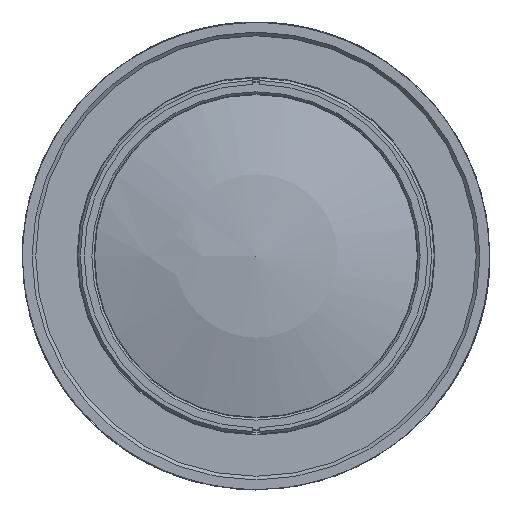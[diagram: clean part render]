
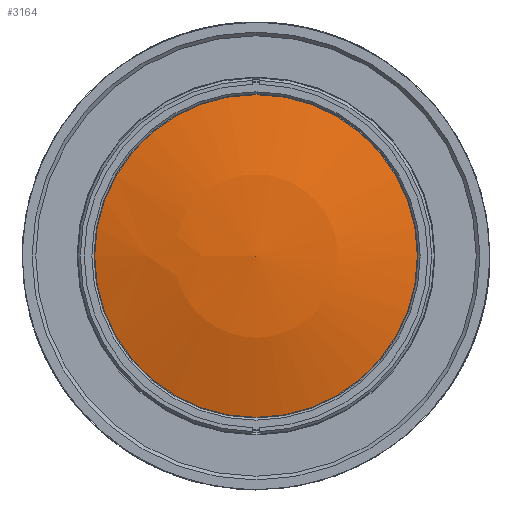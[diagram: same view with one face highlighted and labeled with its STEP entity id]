
A CAD part, left-side view. The second image highlights one B-rep face of the part: STEP entity #3164.
In plain terms, the highlighted spherical face has radius 74.01 mm.
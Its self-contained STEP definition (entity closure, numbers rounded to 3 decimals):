
#130=SPHERICAL_SURFACE('',#13033,74.01);
#171=VERTEX_LOOP('',#9295);
#3164=ADVANCED_FACE('',(#3847,#3848),#130,.T.);
#3847=FACE_BOUND('',#171,.T.);
#3848=FACE_BOUND('',#4573,.T.);
#4573=EDGE_LOOP('',(#6807));
#6807=ORIENTED_EDGE('',*,*,#11122,.F.);
#9295=VERTEX_POINT('',#18604);
#9296=VERTEX_POINT('',#18606);
#11122=EDGE_CURVE('',#9296,#9296,#12332,.T.);
#12332=CIRCLE('',#13032,22.409);
#13032=AXIS2_PLACEMENT_3D('',#18605,#14992,#14993);
#13033=AXIS2_PLACEMENT_3D('',#18607,#14994,#14995);
#14992=DIRECTION('',(1.,0.,0.));
#14993=DIRECTION('',(0.,0.,-1.));
#14994=DIRECTION('',(-1.,0.,0.));
#14995=DIRECTION('',(0.,1.,0.));
#18604=CARTESIAN_POINT('',(-134.027,0.,0.));
#18605=CARTESIAN_POINT('',(-130.553,0.,0.));
#18606=CARTESIAN_POINT('',(-130.553,0.,-22.409));
#18607=CARTESIAN_POINT('',(-60.017,0.,0.));
